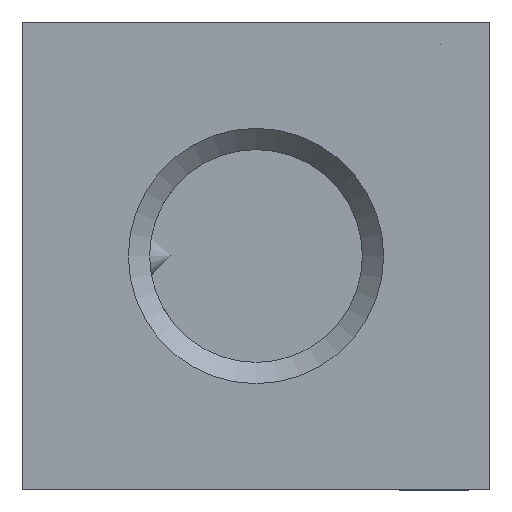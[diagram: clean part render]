
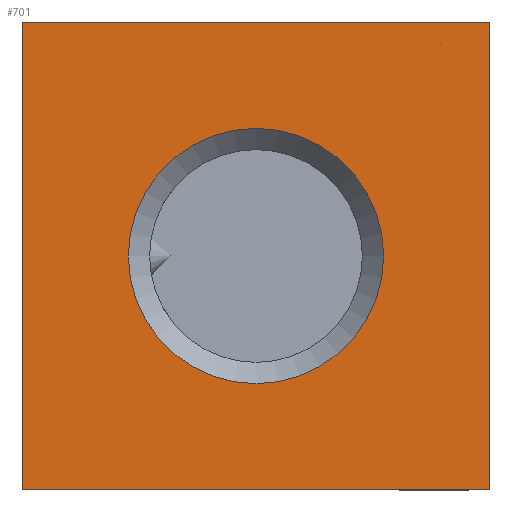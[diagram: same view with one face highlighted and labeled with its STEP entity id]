
A CAD part, front view. The second image highlights one B-rep face of the part: STEP entity #701.
In plain terms, the highlighted planar face has unit normal (0, -1, 0).
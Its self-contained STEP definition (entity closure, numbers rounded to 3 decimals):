
#43=FACE_BOUND('',#136,.T.);
#53=PLANE('',#831);
#93=FACE_OUTER_BOUND('',#135,.T.);
#135=EDGE_LOOP('',(#513,#514,#515,#516));
#136=EDGE_LOOP('',(#517));
#188=LINE('',#1176,#248);
#189=LINE('',#1178,#249);
#190=LINE('',#1180,#250);
#191=LINE('',#1181,#251);
#248=VECTOR('',#922,10.);
#249=VECTOR('',#923,10.);
#250=VECTOR('',#924,10.);
#251=VECTOR('',#925,10.);
#305=CIRCLE('',#826,6.);
#334=VERTEX_POINT('',#1120);
#341=VERTEX_POINT('',#1174);
#342=VERTEX_POINT('',#1175);
#343=VERTEX_POINT('',#1177);
#344=VERTEX_POINT('',#1179);
#400=EDGE_CURVE('',#334,#334,#305,.T.);
#410=EDGE_CURVE('',#341,#342,#188,.T.);
#411=EDGE_CURVE('',#343,#341,#189,.T.);
#412=EDGE_CURVE('',#344,#343,#190,.T.);
#413=EDGE_CURVE('',#342,#344,#191,.T.);
#513=ORIENTED_EDGE('',*,*,#410,.F.);
#514=ORIENTED_EDGE('',*,*,#411,.F.);
#515=ORIENTED_EDGE('',*,*,#412,.F.);
#516=ORIENTED_EDGE('',*,*,#413,.F.);
#517=ORIENTED_EDGE('',*,*,#400,.F.);
#701=ADVANCED_FACE('',(#93,#43),#53,.F.);
#826=AXIS2_PLACEMENT_3D('',#1121,#907,#908);
#831=AXIS2_PLACEMENT_3D('',#1173,#920,#921);
#907=DIRECTION('center_axis',(0.,-1.,0.));
#908=DIRECTION('ref_axis',(-1.,0.,0.));
#920=DIRECTION('center_axis',(0.,1.,0.));
#921=DIRECTION('ref_axis',(0.,0.,1.));
#922=DIRECTION('',(0.,0.,-1.));
#923=DIRECTION('',(1.,0.,0.));
#924=DIRECTION('',(0.,0.,1.));
#925=DIRECTION('',(-1.,0.,0.));
#1120=CARTESIAN_POINT('',(6.,0.,0.));
#1121=CARTESIAN_POINT('Origin',(0.,0.,0.));
#1173=CARTESIAN_POINT('Origin',(0.,0.,0.));
#1174=CARTESIAN_POINT('',(11.,0.,11.));
#1175=CARTESIAN_POINT('',(11.,0.,-11.));
#1176=CARTESIAN_POINT('',(11.,0.,11.));
#1177=CARTESIAN_POINT('',(-11.,0.,11.));
#1178=CARTESIAN_POINT('',(-11.,0.,11.));
#1179=CARTESIAN_POINT('',(-11.,0.,-11.));
#1180=CARTESIAN_POINT('',(-11.,0.,-11.));
#1181=CARTESIAN_POINT('',(11.,0.,-11.));
